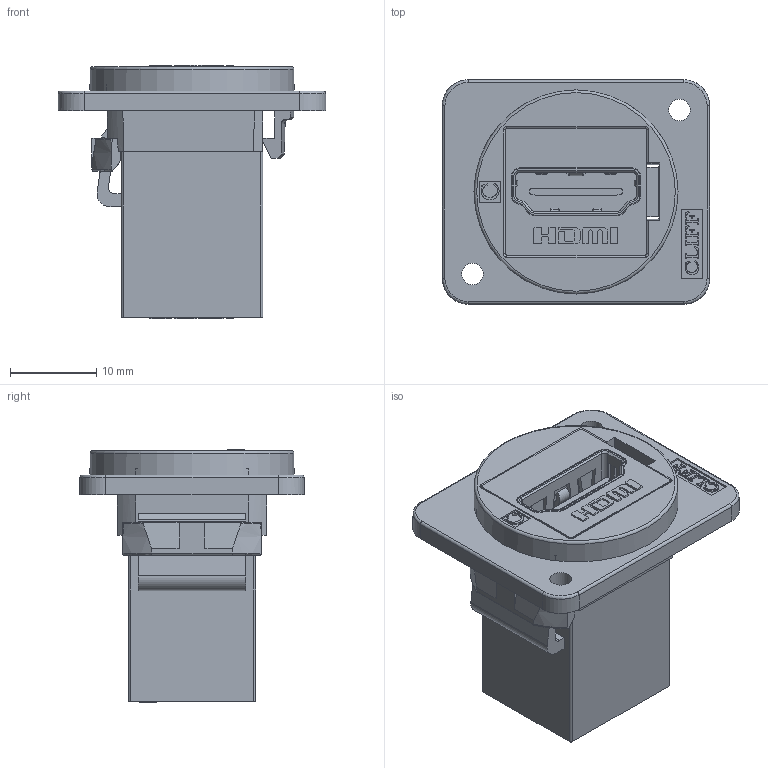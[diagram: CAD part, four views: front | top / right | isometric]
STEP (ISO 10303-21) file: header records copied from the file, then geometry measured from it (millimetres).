
FILE_DESCRIPTION(/* description */ (''),/* implementation_level */ '2;1');
FILE_NAME(/* name */ 'CP30200GXW HDMI 2.5 hole.stp',/* time_stamp */ '2025-03-27T14:20:52Z',/* author */ ('tottley'),/* organization */ (''),/* preprocessor_version */ 'ST-DEVELOPER v20',/* originating_system */ 'Autodesk Inventor 2025',/* authorisation */ '');
FILE_SCHEMA (('AUTOMOTIVE_DESIGN { 1 0 10303 214 3 1 1 }'));
Length unit declared in the file: millimetre
Products named in the file (1): CP30200G HDMI
Bounding box: 31 x 26 x 29.4 mm (x, y, z)
Volume: 8300.6 mm3; surface area: 5675 mm2
Topology: 1 solids, 1 shells, 968 faces, 2691 edges, 1744 vertices
Faces by surface type: plane 727, cylinder 134, bspline 57, cone 26, torus 24
Full cylindrical faces by diameter (mm): 2.5 x2
Entity records: 32507 total; most frequent: CARTESIAN_POINT 6789, ORIENTED_EDGE 5382, DIRECTION 4740, EDGE_CURVE 2691, LINE 2214, VECTOR 2214, VERTEX_POINT 1744, AXIS2_PLACEMENT_3D 1263
